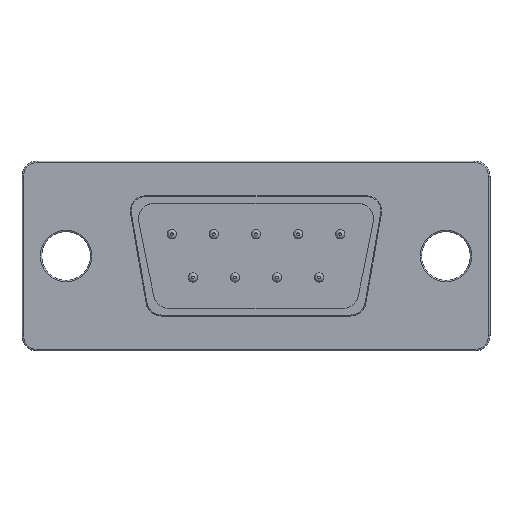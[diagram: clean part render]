
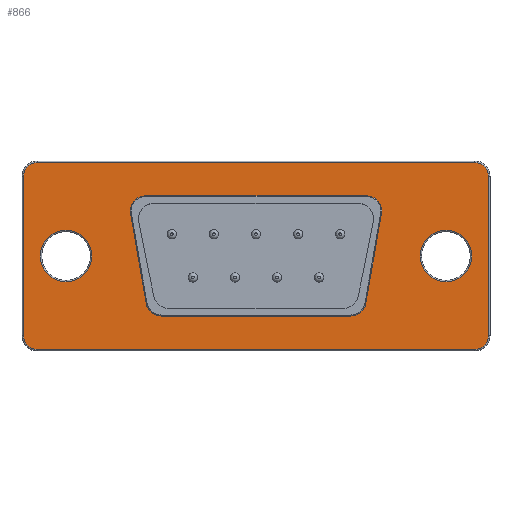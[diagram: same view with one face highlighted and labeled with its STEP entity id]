
A CAD part, top view. The second image highlights one B-rep face of the part: STEP entity #866.
In plain terms, the highlighted planar face has unit normal (0, 0, 1).
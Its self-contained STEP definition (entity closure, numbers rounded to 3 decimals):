
#560 = VERTEX_POINT('',#561);
#561 = CARTESIAN_POINT('',(-1.729,2.53,4.7));
#567 = EDGE_CURVE('',#560,#568,#570,.T.);
#568 = VERTEX_POINT('',#569);
#569 = CARTESIAN_POINT('',(-2.714,1.357,4.7));
#570 = CIRCLE('',#571,1.);
#571 = AXIS2_PLACEMENT_3D('',#572,#573,#574);
#572 = CARTESIAN_POINT('',(-1.729,1.53,4.7));
#573 = DIRECTION('',(0.,0.,1.));
#574 = DIRECTION('',(0.,-1.,0.));
#594 = VERTEX_POINT('',#595);
#595 = CARTESIAN_POINT('',(12.809,2.53,4.7));
#601 = EDGE_CURVE('',#560,#594,#602,.T.);
#602 = LINE('',#603,#604);
#603 = CARTESIAN_POINT('',(-2.92,2.53,4.7));
#604 = VECTOR('',#605,1.);
#605 = DIRECTION('',(1.,0.,0.));
#616 = VERTEX_POINT('',#617);
#617 = CARTESIAN_POINT('',(-1.68,-4.543,4.7));
#625 = EDGE_CURVE('',#616,#568,#626,.T.);
#626 = LINE('',#627,#628);
#627 = CARTESIAN_POINT('',(-1.535,-5.37,4.7));
#628 = VECTOR('',#629,1.);
#629 = DIRECTION('',(-0.173,0.985,0.));
#640 = EDGE_CURVE('',#594,#641,#643,.T.);
#641 = VERTEX_POINT('',#642);
#642 = CARTESIAN_POINT('',(13.794,1.357,4.7));
#643 = CIRCLE('',#644,1.);
#644 = AXIS2_PLACEMENT_3D('',#645,#646,#647);
#645 = CARTESIAN_POINT('',(12.809,1.53,4.7));
#646 = DIRECTION('',(0.,0.,-1.));
#647 = DIRECTION('',(0.,-1.,0.));
#665 = VERTEX_POINT('',#666);
#666 = CARTESIAN_POINT('',(-0.695,-5.37,4.7));
#672 = EDGE_CURVE('',#665,#616,#673,.T.);
#673 = CIRCLE('',#674,1.);
#674 = AXIS2_PLACEMENT_3D('',#675,#676,#677);
#675 = CARTESIAN_POINT('',(-0.695,-4.37,4.7));
#676 = DIRECTION('',(0.,0.,-1.));
#677 = DIRECTION('',(0.,-1.,0.));
#690 = VERTEX_POINT('',#691);
#691 = CARTESIAN_POINT('',(12.76,-4.543,4.7));
#697 = EDGE_CURVE('',#641,#690,#698,.T.);
#698 = LINE('',#699,#700);
#699 = CARTESIAN_POINT('',(14.,2.53,4.7));
#700 = VECTOR('',#701,1.);
#701 = DIRECTION('',(-0.173,-0.985,0.));
#714 = EDGE_CURVE('',#715,#665,#717,.T.);
#715 = VERTEX_POINT('',#716);
#716 = CARTESIAN_POINT('',(11.775,-5.37,4.7));
#717 = LINE('',#718,#719);
#718 = CARTESIAN_POINT('',(12.615,-5.37,4.7));
#719 = VECTOR('',#720,1.);
#720 = DIRECTION('',(-1.,0.,0.));
#738 = EDGE_CURVE('',#690,#715,#739,.T.);
#739 = CIRCLE('',#740,1.);
#740 = AXIS2_PLACEMENT_3D('',#741,#742,#743);
#741 = CARTESIAN_POINT('',(11.775,-4.37,4.7));
#742 = DIRECTION('',(0.,0.,-1.));
#743 = DIRECTION('',(0.,-1.,0.));
#866 = ADVANCED_FACE('',(#867,#937,#948,#958),#969,.T.);
#867 = FACE_BOUND('',#868,.T.);
#868 = EDGE_LOOP('',(#869,#880,#888,#897,#905,#914,#922,#931));
#869 = ORIENTED_EDGE('',*,*,#870,.T.);
#870 = EDGE_CURVE('',#871,#873,#875,.T.);
#871 = VERTEX_POINT('',#872);
#872 = CARTESIAN_POINT('',(-8.86,4.73,4.7));
#873 = VERTEX_POINT('',#874);
#874 = CARTESIAN_POINT('',(-9.76,3.83,4.7));
#875 = CIRCLE('',#876,0.9);
#876 = AXIS2_PLACEMENT_3D('',#877,#878,#879);
#877 = CARTESIAN_POINT('',(-8.86,3.83,4.7));
#878 = DIRECTION('',(0.,0.,1.));
#879 = DIRECTION('',(0.,1.,0.));
#880 = ORIENTED_EDGE('',*,*,#881,.T.);
#881 = EDGE_CURVE('',#873,#882,#884,.T.);
#882 = VERTEX_POINT('',#883);
#883 = CARTESIAN_POINT('',(-9.76,-6.67,4.7));
#884 = LINE('',#885,#886);
#885 = CARTESIAN_POINT('',(-9.76,3.83,4.7));
#886 = VECTOR('',#887,1.);
#887 = DIRECTION('',(0.,-1.,0.));
#888 = ORIENTED_EDGE('',*,*,#889,.T.);
#889 = EDGE_CURVE('',#882,#890,#892,.T.);
#890 = VERTEX_POINT('',#891);
#891 = CARTESIAN_POINT('',(-8.86,-7.57,4.7));
#892 = CIRCLE('',#893,0.9);
#893 = AXIS2_PLACEMENT_3D('',#894,#895,#896);
#894 = CARTESIAN_POINT('',(-8.86,-6.67,4.7));
#895 = DIRECTION('',(0.,0.,1.));
#896 = DIRECTION('',(-1.,0.,0.));
#897 = ORIENTED_EDGE('',*,*,#898,.T.);
#898 = EDGE_CURVE('',#890,#899,#901,.T.);
#899 = VERTEX_POINT('',#900);
#900 = CARTESIAN_POINT('',(19.94,-7.57,4.7));
#901 = LINE('',#902,#903);
#902 = CARTESIAN_POINT('',(-8.86,-7.57,4.7));
#903 = VECTOR('',#904,1.);
#904 = DIRECTION('',(1.,0.,0.));
#905 = ORIENTED_EDGE('',*,*,#906,.T.);
#906 = EDGE_CURVE('',#899,#907,#909,.T.);
#907 = VERTEX_POINT('',#908);
#908 = CARTESIAN_POINT('',(20.84,-6.67,4.7));
#909 = CIRCLE('',#910,0.9);
#910 = AXIS2_PLACEMENT_3D('',#911,#912,#913);
#911 = CARTESIAN_POINT('',(19.94,-6.67,4.7));
#912 = DIRECTION('',(0.,0.,1.));
#913 = DIRECTION('',(0.,-1.,0.));
#914 = ORIENTED_EDGE('',*,*,#915,.T.);
#915 = EDGE_CURVE('',#907,#916,#918,.T.);
#916 = VERTEX_POINT('',#917);
#917 = CARTESIAN_POINT('',(20.84,3.83,4.7));
#918 = LINE('',#919,#920);
#919 = CARTESIAN_POINT('',(20.84,-6.67,4.7));
#920 = VECTOR('',#921,1.);
#921 = DIRECTION('',(0.,1.,0.));
#922 = ORIENTED_EDGE('',*,*,#923,.T.);
#923 = EDGE_CURVE('',#916,#924,#926,.T.);
#924 = VERTEX_POINT('',#925);
#925 = CARTESIAN_POINT('',(19.94,4.73,4.7));
#926 = CIRCLE('',#927,0.9);
#927 = AXIS2_PLACEMENT_3D('',#928,#929,#930);
#928 = CARTESIAN_POINT('',(19.94,3.83,4.7));
#929 = DIRECTION('',(0.,0.,1.));
#930 = DIRECTION('',(1.,0.,0.));
#931 = ORIENTED_EDGE('',*,*,#932,.T.);
#932 = EDGE_CURVE('',#924,#871,#933,.T.);
#933 = LINE('',#934,#935);
#934 = CARTESIAN_POINT('',(19.94,4.73,4.7));
#935 = VECTOR('',#936,1.);
#936 = DIRECTION('',(-1.,0.,0.));
#937 = FACE_BOUND('',#938,.T.);
#938 = EDGE_LOOP('',(#939));
#939 = ORIENTED_EDGE('',*,*,#940,.F.);
#940 = EDGE_CURVE('',#941,#941,#943,.T.);
#941 = VERTEX_POINT('',#942);
#942 = CARTESIAN_POINT('',(19.74,-1.42,4.7));
#943 = CIRCLE('',#944,1.7);
#944 = AXIS2_PLACEMENT_3D('',#945,#946,#947);
#945 = CARTESIAN_POINT('',(18.04,-1.42,4.7));
#946 = DIRECTION('',(0.,0.,1.));
#947 = DIRECTION('',(1.,0.,0.));
#948 = FACE_BOUND('',#949,.T.);
#949 = EDGE_LOOP('',(#950,#951,#952,#953,#954,#955,#956,#957));
#950 = ORIENTED_EDGE('',*,*,#714,.T.);
#951 = ORIENTED_EDGE('',*,*,#672,.T.);
#952 = ORIENTED_EDGE('',*,*,#625,.T.);
#953 = ORIENTED_EDGE('',*,*,#567,.F.);
#954 = ORIENTED_EDGE('',*,*,#601,.T.);
#955 = ORIENTED_EDGE('',*,*,#640,.T.);
#956 = ORIENTED_EDGE('',*,*,#697,.T.);
#957 = ORIENTED_EDGE('',*,*,#738,.T.);
#958 = FACE_BOUND('',#959,.T.);
#959 = EDGE_LOOP('',(#960));
#960 = ORIENTED_EDGE('',*,*,#961,.F.);
#961 = EDGE_CURVE('',#962,#962,#964,.T.);
#962 = VERTEX_POINT('',#963);
#963 = CARTESIAN_POINT('',(-5.26,-1.42,4.7));
#964 = CIRCLE('',#965,1.7);
#965 = AXIS2_PLACEMENT_3D('',#966,#967,#968);
#966 = CARTESIAN_POINT('',(-6.96,-1.42,4.7));
#967 = DIRECTION('',(0.,0.,1.));
#968 = DIRECTION('',(1.,0.,0.));
#969 = PLANE('',#970);
#970 = AXIS2_PLACEMENT_3D('',#971,#972,#973);
#971 = CARTESIAN_POINT('',(5.54,-1.42,4.7));
#972 = DIRECTION('',(0.,0.,1.));
#973 = DIRECTION('',(1.,0.,0.));
